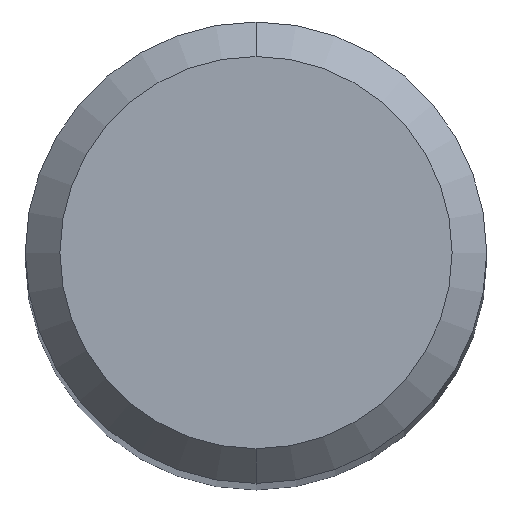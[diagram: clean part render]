
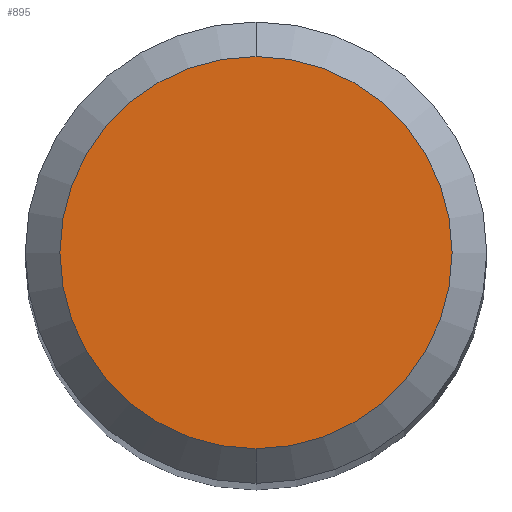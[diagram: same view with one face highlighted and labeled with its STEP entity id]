
A CAD part, top view. The second image highlights one B-rep face of the part: STEP entity #895.
In plain terms, the highlighted planar face has unit normal (0, 0, 1).
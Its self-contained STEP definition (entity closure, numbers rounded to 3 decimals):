
#561=VERTEX_POINT('',#1245);
#835=EDGE_CURVE('',#561,#913,#1544,.T.);
#895=ADVANCED_FACE('',(#1610),#1611,.T.);
#907=EDGE_CURVE('',#913,#561,#1624,.T.);
#913=VERTEX_POINT('',#1630);
#1245=CARTESIAN_POINT('',(0.,-1.7,0.0));
#1544=CIRCLE('',#3782,1.7);
#1610=FACE_OUTER_BOUND('',#4004,.T.);
#1611=PLANE('',#4005);
#1624=CIRCLE('',#4034,1.7);
#1630=CARTESIAN_POINT('',(0.0,1.7,0.0));
#3782=AXIS2_PLACEMENT_3D('',#5132,#5133,#5134);
#4004=EDGE_LOOP('',(#5221,#5222));
#4005=AXIS2_PLACEMENT_3D('',#5223,#5224,#5225);
#4034=AXIS2_PLACEMENT_3D('',#5240,#5241,#5242);
#5132=CARTESIAN_POINT('',(0.0,0.0,0.0));
#5133=DIRECTION('',(0.0,0.0,-1.0));
#5134=DIRECTION('',(0.0,1.0,0.0));
#5221=ORIENTED_EDGE('',*,*,#907,.F.);
#5222=ORIENTED_EDGE('',*,*,#835,.F.);
#5223=CARTESIAN_POINT('',(0.0,0.85,0.0));
#5224=DIRECTION('',(-0.0,0.0,1.0));
#5225=DIRECTION('',(0.0,-1.0,0.0));
#5240=CARTESIAN_POINT('',(0.0,0.0,0.0));
#5241=DIRECTION('',(0.0,0.0,-1.0));
#5242=DIRECTION('',(0.0,1.0,0.0));
